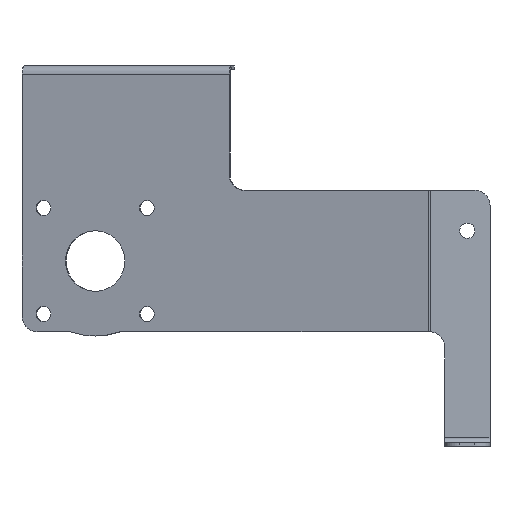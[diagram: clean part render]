
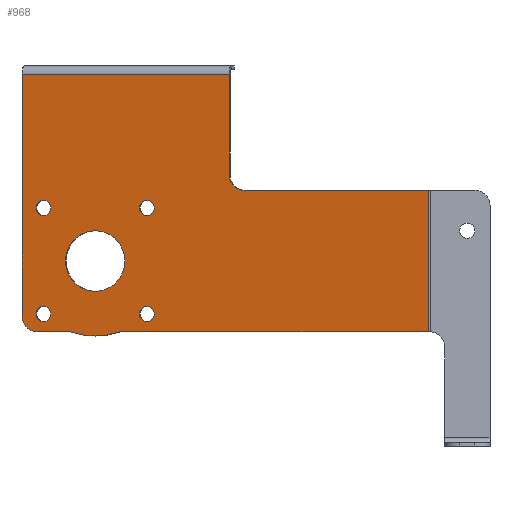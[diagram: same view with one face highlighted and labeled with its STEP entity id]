
A CAD part, front view. The second image highlights one B-rep face of the part: STEP entity #968.
In plain terms, the highlighted planar face has unit normal (-0.216, -0.976, 0).
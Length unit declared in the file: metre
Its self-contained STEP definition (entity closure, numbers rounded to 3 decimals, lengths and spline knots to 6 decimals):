
#16=CIRCLE('',#1025,0.009525);
#18=CIRCLE('',#1030,0.047142);
#20=CIRCLE('',#1034,0.009525);
#22=CIRCLE('',#1038,0.047142);
#25=CIRCLE('',#1043,0.004763);
#27=CIRCLE('',#1046,0.01905);
#29=CIRCLE('',#1049,0.004763);
#31=CIRCLE('',#1052,0.004763);
#33=CIRCLE('',#1055,0.004763);
#158=ORIENTED_EDGE('',*,*,#394,.F.);
#159=ORIENTED_EDGE('',*,*,#391,.T.);
#160=ORIENTED_EDGE('',*,*,#388,.F.);
#161=ORIENTED_EDGE('',*,*,#385,.T.);
#162=ORIENTED_EDGE('',*,*,#382,.F.);
#163=ORIENTED_EDGE('',*,*,#379,.T.);
#164=ORIENTED_EDGE('',*,*,#376,.F.);
#165=ORIENTED_EDGE('',*,*,#409,.T.);
#166=ORIENTED_EDGE('',*,*,#372,.T.);
#167=ORIENTED_EDGE('',*,*,#369,.F.);
#168=ORIENTED_EDGE('',*,*,#366,.F.);
#169=ORIENTED_EDGE('',*,*,#410,.F.);
#170=ORIENTED_EDGE('',*,*,#398,.F.);
#171=ORIENTED_EDGE('',*,*,#400,.F.);
#172=ORIENTED_EDGE('',*,*,#402,.F.);
#173=ORIENTED_EDGE('',*,*,#404,.F.);
#174=ORIENTED_EDGE('',*,*,#406,.F.);
#366=EDGE_CURVE('',#502,#504,#591,.T.);
#369=EDGE_CURVE('',#504,#506,#16,.T.);
#372=EDGE_CURVE('',#508,#506,#595,.T.);
#376=EDGE_CURVE('',#510,#512,#599,.T.);
#379=EDGE_CURVE('',#514,#512,#18,.T.);
#382=EDGE_CURVE('',#514,#516,#603,.T.);
#385=EDGE_CURVE('',#518,#516,#20,.T.);
#388=EDGE_CURVE('',#518,#520,#607,.T.);
#391=EDGE_CURVE('',#522,#520,#22,.T.);
#394=EDGE_CURVE('',#522,#524,#611,.T.);
#398=EDGE_CURVE('',#527,#527,#25,.T.);
#400=EDGE_CURVE('',#529,#529,#27,.T.);
#402=EDGE_CURVE('',#531,#531,#29,.T.);
#404=EDGE_CURVE('',#533,#533,#31,.T.);
#406=EDGE_CURVE('',#535,#535,#33,.T.);
#409=EDGE_CURVE('',#510,#508,#616,.T.);
#410=EDGE_CURVE('',#524,#502,#617,.T.);
#502=VERTEX_POINT('',#1433);
#504=VERTEX_POINT('',#1436);
#506=VERTEX_POINT('',#1442);
#508=VERTEX_POINT('',#1448);
#510=VERTEX_POINT('',#1454);
#512=VERTEX_POINT('',#1457);
#514=VERTEX_POINT('',#1463);
#516=VERTEX_POINT('',#1469);
#518=VERTEX_POINT('',#1475);
#520=VERTEX_POINT('',#1481);
#522=VERTEX_POINT('',#1487);
#524=VERTEX_POINT('',#1493);
#527=VERTEX_POINT('',#1501);
#529=VERTEX_POINT('',#1506);
#531=VERTEX_POINT('',#1511);
#533=VERTEX_POINT('',#1516);
#535=VERTEX_POINT('',#1521);
#591=LINE('',#1435,#675);
#595=LINE('',#1447,#679);
#599=LINE('',#1456,#683);
#603=LINE('',#1468,#687);
#607=LINE('',#1480,#691);
#611=LINE('',#1492,#695);
#616=LINE('',#1526,#700);
#617=LINE('',#1527,#701);
#675=VECTOR('',#1135,1.);
#679=VECTOR('',#1147,1.);
#683=VECTOR('',#1153,1.);
#687=VECTOR('',#1165,1.);
#691=VECTOR('',#1177,1.);
#695=VECTOR('',#1189,1.);
#700=VECTOR('',#1228,1.);
#701=VECTOR('',#1229,1.);
#784=EDGE_LOOP('',(#158,#159,#160,#161,#162,#163,#164,#165,#166,#167,#168,
#169));
#785=EDGE_LOOP('',(#170));
#786=EDGE_LOOP('',(#171));
#787=EDGE_LOOP('',(#172));
#788=EDGE_LOOP('',(#173));
#789=EDGE_LOOP('',(#174));
#865=FACE_BOUND('',#784,.T.);
#866=FACE_BOUND('',#785,.T.);
#867=FACE_BOUND('',#786,.T.);
#868=FACE_BOUND('',#787,.T.);
#869=FACE_BOUND('',#788,.T.);
#870=FACE_BOUND('',#789,.T.);
#927=PLANE('',#1057);
#968=ADVANCED_FACE('',(#865,#866,#867,#868,#869,#870),#927,.T.);
#1025=AXIS2_PLACEMENT_3D('',#1441,#1140,#1141);
#1030=AXIS2_PLACEMENT_3D('',#1462,#1158,#1159);
#1034=AXIS2_PLACEMENT_3D('',#1474,#1170,#1171);
#1038=AXIS2_PLACEMENT_3D('',#1486,#1182,#1183);
#1043=AXIS2_PLACEMENT_3D('',#1500,#1196,#1197);
#1046=AXIS2_PLACEMENT_3D('',#1505,#1202,#1203);
#1049=AXIS2_PLACEMENT_3D('',#1510,#1208,#1209);
#1052=AXIS2_PLACEMENT_3D('',#1515,#1214,#1215);
#1055=AXIS2_PLACEMENT_3D('',#1520,#1220,#1221);
#1057=AXIS2_PLACEMENT_3D('',#1525,#1226,#1227);
#1135=DIRECTION('',(0.,0.,-1.));
#1140=DIRECTION('',(-0.216,-0.976,0.));
#1141=DIRECTION('',(0.,0.,-1.));
#1147=DIRECTION('',(-0.976,0.216,0.));
#1153=DIRECTION('',(-0.976,0.216,0.));
#1158=DIRECTION('',(-0.216,-0.976,0.));
#1159=DIRECTION('',(0.,0.,-1.));
#1165=DIRECTION('',(-0.976,0.216,0.));
#1170=DIRECTION('',(-0.216,-0.976,0.));
#1171=DIRECTION('',(0.,0.,-1.));
#1177=DIRECTION('',(0.,0.,1.));
#1182=DIRECTION('',(-0.216,-0.976,0.));
#1183=DIRECTION('',(0.,0.,-1.));
#1189=DIRECTION('',(0.,0.,1.));
#1196=DIRECTION('',(-0.216,-0.976,0.));
#1197=DIRECTION('',(0.,0.,-1.));
#1202=DIRECTION('',(-0.216,-0.976,0.));
#1203=DIRECTION('',(0.,0.,-1.));
#1208=DIRECTION('',(-0.216,-0.976,0.));
#1209=DIRECTION('',(0.,0.,-1.));
#1214=DIRECTION('',(-0.216,-0.976,0.));
#1215=DIRECTION('',(0.,0.,-1.));
#1220=DIRECTION('',(-0.216,-0.976,0.));
#1221=DIRECTION('',(0.,0.,-1.));
#1226=DIRECTION('',(-0.216,-0.976,0.));
#1227=DIRECTION('',(0.976,-0.216,0.));
#1228=DIRECTION('',(0.,0.,1.));
#1229=DIRECTION('',(0.976,-0.216,0.));
#1433=CARTESIAN_POINT('',(0.089228,0.025827,0.117454));
#1435=CARTESIAN_POINT('',(0.089228,0.025827,0.126365));
#1436=CARTESIAN_POINT('',(0.089228,0.025827,0.05397));
#1441=CARTESIAN_POINT('',(0.098527,0.023765,0.05397));
#1442=CARTESIAN_POINT('',(0.098527,0.023765,0.044445));
#1447=CARTESIAN_POINT('',(0.228716,-0.005097,0.044445));
#1448=CARTESIAN_POINT('',(0.214334,-0.001909,0.044445));
#1454=CARTESIAN_POINT('',(0.214334,-0.001909,-0.04445));
#1456=CARTESIAN_POINT('',(0.021812,0.040773,-0.04445));
#1457=CARTESIAN_POINT('',(0.020178,0.041135,-0.04445));
#1462=CARTESIAN_POINT('',(0.004847,0.044534,0.));
#1463=CARTESIAN_POINT('',(-0.010484,0.047933,-0.04445));
#1468=CARTESIAN_POINT('',(-0.012118,0.048295,-0.04445));
#1469=CARTESIAN_POINT('',(-0.031662,0.052627,-0.04445));
#1474=CARTESIAN_POINT('',(-0.031662,0.052627,-0.034925));
#1475=CARTESIAN_POINT('',(-0.040961,0.054689,-0.034925));
#1480=CARTESIAN_POINT('',(-0.040961,0.054689,-0.019749));
#1481=CARTESIAN_POINT('',(-0.040961,0.054689,-0.004573));
#1486=CARTESIAN_POINT('',(0.004847,0.044534,0.));
#1487=CARTESIAN_POINT('',(-0.040961,0.054689,0.004573));
#1492=CARTESIAN_POINT('',(-0.040961,0.054689,0.131128));
#1493=CARTESIAN_POINT('',(-0.040961,0.054689,0.117454));
#1500=CARTESIAN_POINT('',(-0.0277,0.051749,-0.033338));
#1501=CARTESIAN_POINT('',(-0.0277,0.051749,-0.0381));
#1505=CARTESIAN_POINT('',(0.004847,0.044534,0.));
#1506=CARTESIAN_POINT('',(0.004847,0.044534,-0.01905));
#1510=CARTESIAN_POINT('',(-0.0277,0.051749,0.033338));
#1511=CARTESIAN_POINT('',(-0.0277,0.051749,0.028575));
#1515=CARTESIAN_POINT('',(0.037394,0.037318,0.033338));
#1516=CARTESIAN_POINT('',(0.037394,0.037318,0.028575));
#1520=CARTESIAN_POINT('',(0.037394,0.037318,-0.033338));
#1521=CARTESIAN_POINT('',(0.037394,0.037318,-0.0381));
#1525=CARTESIAN_POINT('',(0.105393,0.022243,0.027642));
#1526=CARTESIAN_POINT('',(0.214334,-0.001909,0.027642));
#1527=CARTESIAN_POINT('',(0.105393,0.022243,0.117454));
